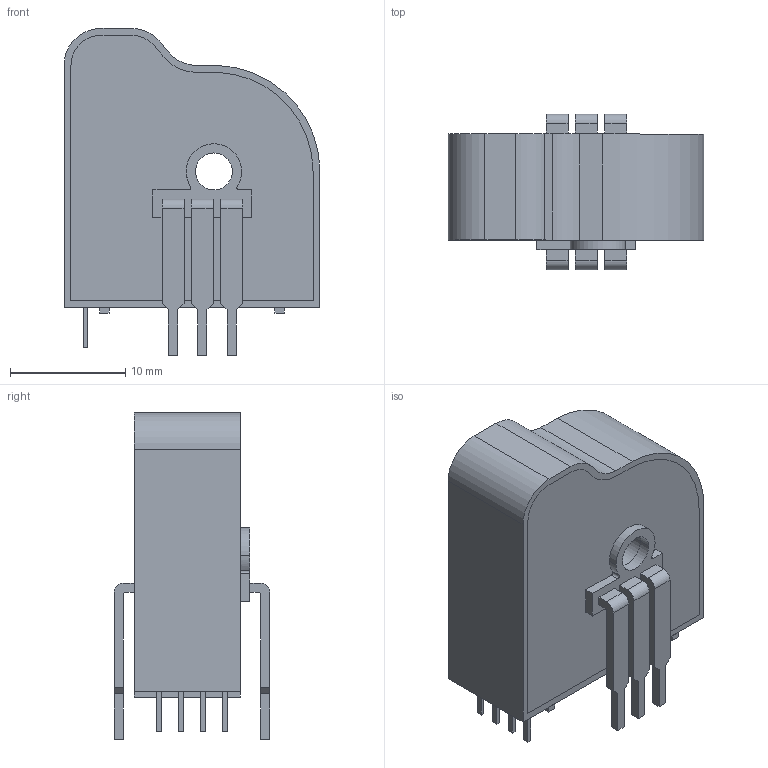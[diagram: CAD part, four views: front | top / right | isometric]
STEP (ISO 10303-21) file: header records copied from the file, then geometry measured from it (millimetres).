
FILE_DESCRIPTION((''),'2;1');
FILE_NAME('SENS_LEM_LTSR 15-NP.stp','2013-11-20T11:27:18',(''),(''),'Mechanical Desktop 2011','Mechanical Desktop 2011',', , ');
FILE_SCHEMA(('AUTOMOTIVE_DESIGN { 1 2 10303 214 1 1 1 1 }'));
Length unit declared in the file: millimetre
Products named in the file (1): Product
Bounding box: 22.2 x 13.5 x 28.37 mm (x, y, z)
Volume: 4424.9 mm3; surface area: 3245.3 mm2
Topology: 15 solids, 15 shells, 173 faces, 426 edges, 284 vertices
Faces by surface type: plane 103, bspline 42, cylinder 28
Entity records: 5205 total; most frequent: CARTESIAN_POINT 1094, ORIENTED_EDGE 852, DIRECTION 760, EDGE_CURVE 426, VECTOR 356, LINE 356, VERTEX_POINT 284, AXIS2_PLACEMENT_3D 202
